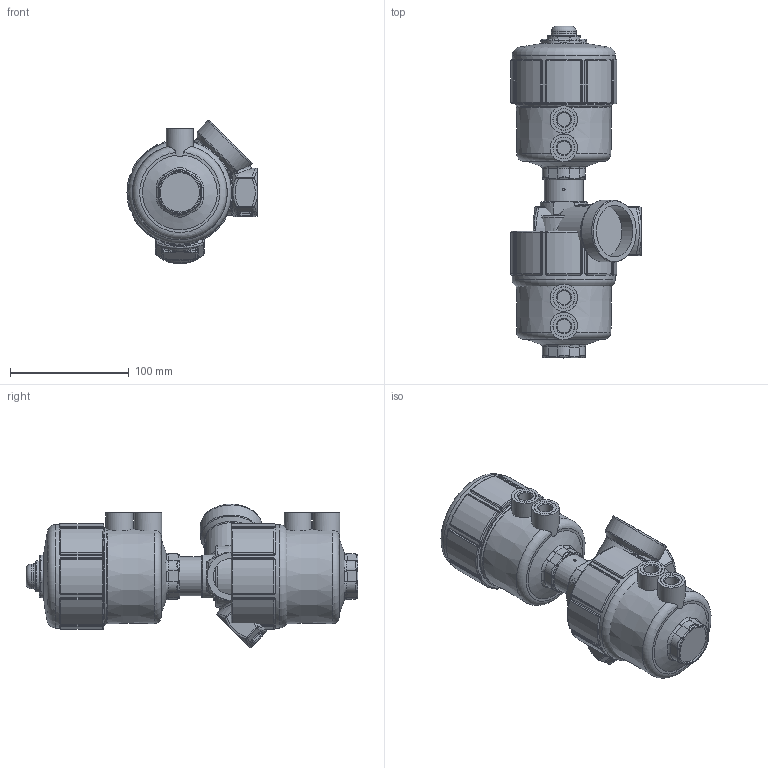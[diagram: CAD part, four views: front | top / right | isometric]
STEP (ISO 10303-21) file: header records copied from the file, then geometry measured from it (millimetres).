
FILE_DESCRIPTION( ( 'Unknown' ), '1' );
FILE_NAME( '8450400.stp', '18.01.2010', ( 'SHl' ), ( 'BJ' ), 'XStep 1.0', 'Solid edge', ' ' );
FILE_SCHEMA( ( 'automotive_design' ) );
Length unit declared in the file: millimetre
Products named in the file (9): Assem1; Assem2; ST_1253980_0000_00000-01; ST_1253980_0000_00000-01-oa0; 1253983_0000_00000; 1262343_0000_00000; 1253982_0000_00000; 1262493_0000_00000; 1253979_0000_00000
Bounding box: 109.5 x 279.45 x 121.02 mm (x, y, z)
Volume: 2466454.8 mm3; surface area: 249760.8 mm2
Topology: 17 solids, 17 shells, 1939 faces, 4805 edges, 2973 vertices
Faces by surface type: plane 448, cylinder 382, extrusion 368, bspline 280, torus 207, sphere 156, cone 98
Full cylindrical faces by diameter (mm): 2 x2, 11.45 x6, 13 x2, 15 x12, 16.6 x6, 16.8 x6, 16.9 x6, 17 x6, 18.3 x6, 20.65 x2, 20.9 x2, 23 x8, 23.4 x2, 25.95 x4, 30.291 x4, 32.9 x2, 33.1 x3, 37.5 x2, 40 x2, 43.35 x2, 43.376 x2, 45 x2, 52 x2, 74 x3, 77.5 x3, 79 x3, 82 x6, 87 x2
Entity records: 40825 total; most frequent: CARTESIAN_POINT 21047, ORIENTED_EDGE 4214, DIRECTION 3489, EDGE_CURVE 2107, AXIS2_PLACEMENT_3D 1394, VERTEX_POINT 1363, EDGE_LOOP 1044, B_SPLINE_CURVE_WITH_KNOTS 979
